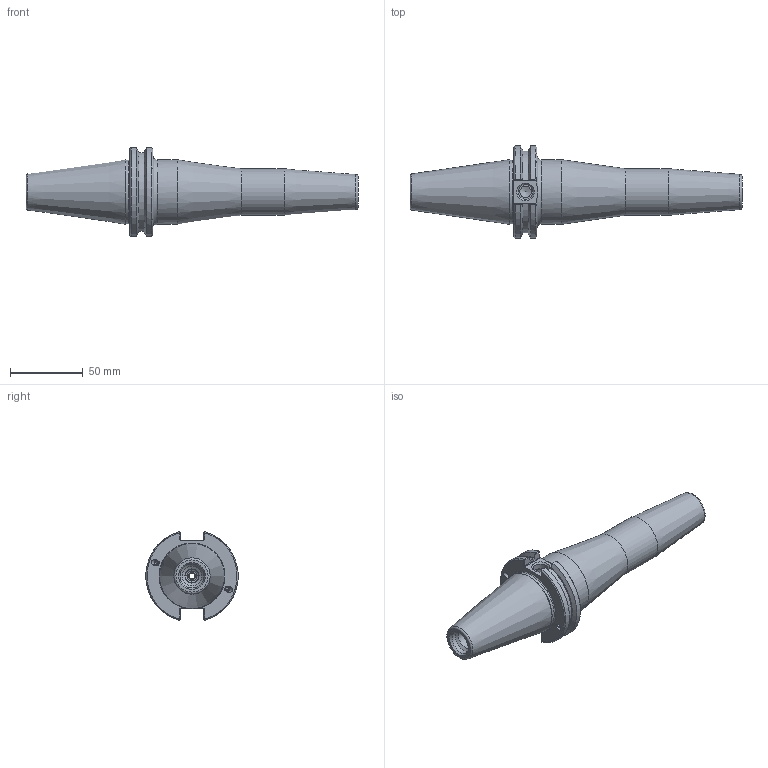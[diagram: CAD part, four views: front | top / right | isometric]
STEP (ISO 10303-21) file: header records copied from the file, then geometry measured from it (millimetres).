
FILE_DESCRIPTION((''),'2;1');
FILE_NAME('INT''C40-M10SF160-9.iam.step','2010-04-23T08:15:34',(''),(''),'Autodesk Inventor 2009','Autodesk Inventor 2009','');
FILE_SCHEMA(('AUTOMOTIVE_DESIGN { 1 0 10303 214 1 1 1 1 }'));
Products named in the file (4): C40-M10SF160-9; C40BC-M10SF160-9-1; 029-965; BS-SFM081-16
Assembly tree (4 placements, depth 2):
  C40-M10SF160-9
    C40BC-M10SF160-9-1
    029-965  x2
    BS-SFM081-16
Bounding box: 228.27 x 63.38 x 61.11 mm (x, y, z)
Volume: 223015 mm3; surface area: 39877.7 mm2
Topology: 4 solids, 4 shells, 155 faces, 375 edges, 239 vertices
Faces by surface type: plane 66, cylinder 35, bspline 26, cone 26, torus 2
Full cylindrical faces by diameter (mm): 3.3 x2, 4 x4, 4.1 x2, 4.2 x2, 9.982 x1, 10.744 x1, 32 x1, 43.942 x1, 44.45 x1
Entity records: 5588 total; most frequent: CARTESIAN_POINT 2470, ORIENTED_EDGE 580, DIRECTION 559, EDGE_CURVE 290, AXIS2_PLACEMENT_3D 221, VERTEX_POINT 205, EDGE_LOOP 195, FACE_OUTER_BOUND 139
